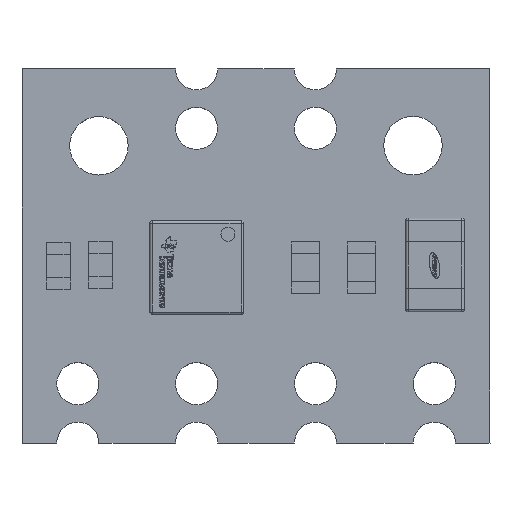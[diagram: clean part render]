
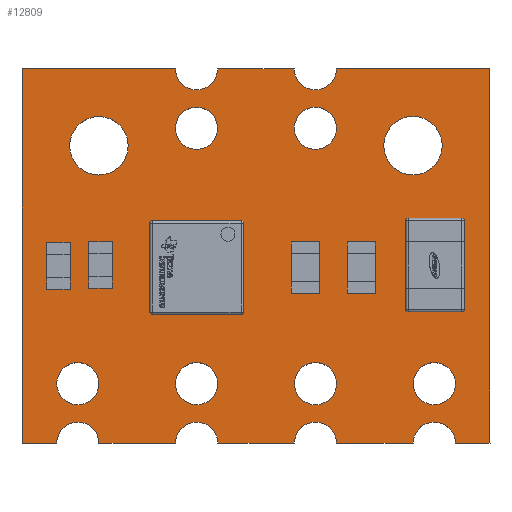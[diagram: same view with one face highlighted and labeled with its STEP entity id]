
A CAD part, top view. The second image highlights one B-rep face of the part: STEP entity #12809.
In plain terms, the highlighted planar face has unit normal (0, 0, 1).
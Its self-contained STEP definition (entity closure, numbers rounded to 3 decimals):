
#924=FACE_BOUND('',#1856,.T.);
#925=FACE_BOUND('',#1857,.T.);
#926=FACE_BOUND('',#1858,.T.);
#927=FACE_BOUND('',#1859,.T.);
#928=FACE_BOUND('',#1860,.T.);
#929=FACE_BOUND('',#1861,.T.);
#930=FACE_BOUND('',#1862,.T.);
#931=FACE_BOUND('',#1863,.T.);
#947=CIRCLE('',#13681,0.45);
#949=CIRCLE('',#13685,0.45);
#951=CIRCLE('',#13689,0.45);
#953=CIRCLE('',#13693,0.45);
#955=CIRCLE('',#13699,0.45);
#957=CIRCLE('',#13703,0.45);
#959=CIRCLE('',#13708,0.45);
#961=CIRCLE('',#13711,0.45);
#963=CIRCLE('',#13714,0.45);
#965=CIRCLE('',#13717,0.45);
#967=CIRCLE('',#13720,0.625);
#969=CIRCLE('',#13723,0.45);
#971=CIRCLE('',#13726,0.45);
#973=CIRCLE('',#13729,0.625);
#1125=FACE_OUTER_BOUND('',#1855,.T.);
#1855=EDGE_LOOP('',(#8628,#8629,#8630,#8631,#8632,#8633,#8634,#8635,#8636,
#8637,#8638,#8639,#8640,#8641,#8642,#8643));
#1856=EDGE_LOOP('',(#8644));
#1857=EDGE_LOOP('',(#8645));
#1858=EDGE_LOOP('',(#8646));
#1859=EDGE_LOOP('',(#8647));
#1860=EDGE_LOOP('',(#8648));
#1861=EDGE_LOOP('',(#8649));
#1862=EDGE_LOOP('',(#8650));
#1863=EDGE_LOOP('',(#8651));
#2576=LINE('',#17106,#3949);
#2581=LINE('',#17120,#3954);
#2585=LINE('',#17132,#3958);
#2589=LINE('',#17144,#3962);
#2593=LINE('',#17156,#3966);
#2596=LINE('',#17162,#3969);
#2599=LINE('',#17168,#3972);
#2603=LINE('',#17180,#3976);
#2607=LINE('',#17192,#3980);
#2609=LINE('',#17195,#3982);
#3949=VECTOR('',#14368,1.);
#3954=VECTOR('',#14381,1.);
#3958=VECTOR('',#14393,1.);
#3962=VECTOR('',#14405,1.);
#3966=VECTOR('',#14417,1.);
#3969=VECTOR('',#14422,1.);
#3972=VECTOR('',#14427,1.);
#3976=VECTOR('',#14439,1.);
#3980=VECTOR('',#14451,1.);
#3982=VECTOR('',#14455,1.);
#5322=VERTEX_POINT('',#17103);
#5323=VERTEX_POINT('',#17105);
#5325=VERTEX_POINT('',#17111);
#5328=VERTEX_POINT('',#17118);
#5330=VERTEX_POINT('',#17124);
#5332=VERTEX_POINT('',#17130);
#5334=VERTEX_POINT('',#17136);
#5336=VERTEX_POINT('',#17142);
#5338=VERTEX_POINT('',#17148);
#5340=VERTEX_POINT('',#17154);
#5342=VERTEX_POINT('',#17160);
#5344=VERTEX_POINT('',#17166);
#5345=VERTEX_POINT('',#17171);
#5348=VERTEX_POINT('',#17178);
#5349=VERTEX_POINT('',#17183);
#5352=VERTEX_POINT('',#17190);
#5353=VERTEX_POINT('',#17198);
#5355=VERTEX_POINT('',#17204);
#5357=VERTEX_POINT('',#17210);
#5359=VERTEX_POINT('',#17216);
#5361=VERTEX_POINT('',#17222);
#5363=VERTEX_POINT('',#17228);
#5365=VERTEX_POINT('',#17234);
#5367=VERTEX_POINT('',#17240);
#6592=EDGE_CURVE('',#5322,#5323,#2576,.T.);
#6595=EDGE_CURVE('',#5325,#5322,#947,.T.);
#6599=EDGE_CURVE('',#5328,#5325,#2581,.T.);
#6602=EDGE_CURVE('',#5330,#5328,#949,.T.);
#6605=EDGE_CURVE('',#5332,#5330,#2585,.T.);
#6608=EDGE_CURVE('',#5334,#5332,#951,.T.);
#6611=EDGE_CURVE('',#5336,#5334,#2589,.T.);
#6614=EDGE_CURVE('',#5338,#5336,#953,.T.);
#6617=EDGE_CURVE('',#5340,#5338,#2593,.T.);
#6620=EDGE_CURVE('',#5342,#5340,#2596,.T.);
#6623=EDGE_CURVE('',#5344,#5342,#2599,.T.);
#6625=EDGE_CURVE('',#5345,#5344,#955,.T.);
#6629=EDGE_CURVE('',#5348,#5345,#2603,.T.);
#6631=EDGE_CURVE('',#5349,#5348,#957,.T.);
#6635=EDGE_CURVE('',#5352,#5349,#2607,.T.);
#6637=EDGE_CURVE('',#5323,#5352,#2609,.T.);
#6639=EDGE_CURVE('',#5353,#5353,#959,.T.);
#6642=EDGE_CURVE('',#5355,#5355,#961,.T.);
#6645=EDGE_CURVE('',#5357,#5357,#963,.T.);
#6648=EDGE_CURVE('',#5359,#5359,#965,.T.);
#6651=EDGE_CURVE('',#5361,#5361,#967,.T.);
#6654=EDGE_CURVE('',#5363,#5363,#969,.T.);
#6657=EDGE_CURVE('',#5365,#5365,#971,.T.);
#6660=EDGE_CURVE('',#5367,#5367,#973,.T.);
#8628=ORIENTED_EDGE('',*,*,#6592,.F.);
#8629=ORIENTED_EDGE('',*,*,#6595,.F.);
#8630=ORIENTED_EDGE('',*,*,#6599,.F.);
#8631=ORIENTED_EDGE('',*,*,#6602,.F.);
#8632=ORIENTED_EDGE('',*,*,#6605,.F.);
#8633=ORIENTED_EDGE('',*,*,#6608,.F.);
#8634=ORIENTED_EDGE('',*,*,#6611,.F.);
#8635=ORIENTED_EDGE('',*,*,#6614,.F.);
#8636=ORIENTED_EDGE('',*,*,#6617,.F.);
#8637=ORIENTED_EDGE('',*,*,#6620,.F.);
#8638=ORIENTED_EDGE('',*,*,#6623,.F.);
#8639=ORIENTED_EDGE('',*,*,#6625,.F.);
#8640=ORIENTED_EDGE('',*,*,#6629,.F.);
#8641=ORIENTED_EDGE('',*,*,#6631,.F.);
#8642=ORIENTED_EDGE('',*,*,#6635,.F.);
#8643=ORIENTED_EDGE('',*,*,#6637,.F.);
#8644=ORIENTED_EDGE('',*,*,#6639,.F.);
#8645=ORIENTED_EDGE('',*,*,#6642,.F.);
#8646=ORIENTED_EDGE('',*,*,#6645,.F.);
#8647=ORIENTED_EDGE('',*,*,#6648,.F.);
#8648=ORIENTED_EDGE('',*,*,#6651,.F.);
#8649=ORIENTED_EDGE('',*,*,#6654,.F.);
#8650=ORIENTED_EDGE('',*,*,#6657,.F.);
#8651=ORIENTED_EDGE('',*,*,#6660,.F.);
#12353=PLANE('',#13732);
#12809=ADVANCED_FACE('',(#1125,#924,#925,#926,#927,#928,#929,#930,#931),
#12353,.F.);
#13681=AXIS2_PLACEMENT_3D('',#17112,#14373,#14374);
#13685=AXIS2_PLACEMENT_3D('',#17126,#14386,#14387);
#13689=AXIS2_PLACEMENT_3D('',#17138,#14398,#14399);
#13693=AXIS2_PLACEMENT_3D('',#17150,#14410,#14411);
#13699=AXIS2_PLACEMENT_3D('',#17172,#14431,#14432);
#13703=AXIS2_PLACEMENT_3D('',#17184,#14443,#14444);
#13708=AXIS2_PLACEMENT_3D('',#17199,#14459,#14460);
#13711=AXIS2_PLACEMENT_3D('',#17205,#14466,#14467);
#13714=AXIS2_PLACEMENT_3D('',#17211,#14473,#14474);
#13717=AXIS2_PLACEMENT_3D('',#17217,#14480,#14481);
#13720=AXIS2_PLACEMENT_3D('',#17223,#14487,#14488);
#13723=AXIS2_PLACEMENT_3D('',#17229,#14494,#14495);
#13726=AXIS2_PLACEMENT_3D('',#17235,#14501,#14502);
#13729=AXIS2_PLACEMENT_3D('',#17241,#14508,#14509);
#13732=AXIS2_PLACEMENT_3D('',#17246,#14515,#14516);
#14368=DIRECTION('',(-1.,0.,0.));
#14373=DIRECTION('center_axis',(0.,0.,1.));
#14374=DIRECTION('ref_axis',(1.,0.,0.));
#14381=DIRECTION('',(-1.,0.,0.));
#14386=DIRECTION('center_axis',(0.,0.,1.));
#14387=DIRECTION('ref_axis',(1.,0.,0.));
#14393=DIRECTION('',(-1.,0.,0.));
#14398=DIRECTION('center_axis',(0.,0.,1.));
#14399=DIRECTION('ref_axis',(1.,0.,0.));
#14405=DIRECTION('',(-1.,0.,0.));
#14410=DIRECTION('center_axis',(0.,0.,1.));
#14411=DIRECTION('ref_axis',(1.,0.,0.));
#14417=DIRECTION('',(-1.,0.,0.));
#14422=DIRECTION('',(0.,-1.,0.));
#14427=DIRECTION('',(1.,0.,0.));
#14431=DIRECTION('center_axis',(0.,0.,1.));
#14432=DIRECTION('ref_axis',(1.,0.,0.));
#14439=DIRECTION('',(1.,0.,0.));
#14443=DIRECTION('center_axis',(0.,0.,1.));
#14444=DIRECTION('ref_axis',(1.,0.,0.));
#14451=DIRECTION('',(1.,0.,0.));
#14455=DIRECTION('',(0.,1.,0.));
#14459=DIRECTION('center_axis',(0.,0.,1.));
#14460=DIRECTION('ref_axis',(1.,0.,0.));
#14466=DIRECTION('center_axis',(0.,0.,1.));
#14467=DIRECTION('ref_axis',(1.,0.,0.));
#14473=DIRECTION('center_axis',(0.,0.,1.));
#14474=DIRECTION('ref_axis',(1.,0.,0.));
#14480=DIRECTION('center_axis',(0.,0.,1.));
#14481=DIRECTION('ref_axis',(1.,0.,0.));
#14487=DIRECTION('center_axis',(0.,0.,1.));
#14488=DIRECTION('ref_axis',(1.,0.,0.));
#14494=DIRECTION('center_axis',(0.,0.,1.));
#14495=DIRECTION('ref_axis',(1.,0.,0.));
#14501=DIRECTION('center_axis',(0.,0.,1.));
#14502=DIRECTION('ref_axis',(1.,0.,0.));
#14508=DIRECTION('center_axis',(0.,0.,1.));
#14509=DIRECTION('ref_axis',(1.,0.,0.));
#14515=DIRECTION('center_axis',(0.,0.,-1.));
#14516=DIRECTION('ref_axis',(-1.,0.,0.));
#17103=CARTESIAN_POINT('',(124.431,97.281,0.807));
#17105=CARTESIAN_POINT('',(123.691,97.281,0.807));
#17106=CARTESIAN_POINT('',(133.691,97.284,0.807));
#17111=CARTESIAN_POINT('',(125.331,97.281,0.807));
#17112=CARTESIAN_POINT('Origin',(124.881,97.282,0.807));
#17118=CARTESIAN_POINT('',(126.971,97.282,0.807));
#17120=CARTESIAN_POINT('',(133.691,97.284,0.807));
#17124=CARTESIAN_POINT('',(127.871,97.282,0.807));
#17126=CARTESIAN_POINT('Origin',(127.421,97.282,0.807));
#17130=CARTESIAN_POINT('',(129.511,97.283,0.807));
#17132=CARTESIAN_POINT('',(133.691,97.284,0.807));
#17136=CARTESIAN_POINT('',(130.411,97.283,0.807));
#17138=CARTESIAN_POINT('Origin',(129.961,97.282,0.807));
#17142=CARTESIAN_POINT('',(132.051,97.284,0.807));
#17144=CARTESIAN_POINT('',(133.691,97.284,0.807));
#17148=CARTESIAN_POINT('',(132.951,97.284,0.807));
#17150=CARTESIAN_POINT('Origin',(132.501,97.282,0.807));
#17154=CARTESIAN_POINT('',(133.691,97.284,0.807));
#17156=CARTESIAN_POINT('',(133.691,97.284,0.807));
#17160=CARTESIAN_POINT('',(133.689,105.284,0.807));
#17162=CARTESIAN_POINT('',(133.689,105.284,0.807));
#17166=CARTESIAN_POINT('',(130.408,105.283,0.807));
#17168=CARTESIAN_POINT('',(123.688,105.281,0.807));
#17171=CARTESIAN_POINT('',(129.508,105.283,0.807));
#17172=CARTESIAN_POINT('Origin',(129.958,105.282,0.807));
#17178=CARTESIAN_POINT('',(127.868,105.282,0.807));
#17180=CARTESIAN_POINT('',(123.688,105.281,0.807));
#17183=CARTESIAN_POINT('',(126.968,105.282,0.807));
#17184=CARTESIAN_POINT('Origin',(127.418,105.282,0.807));
#17190=CARTESIAN_POINT('',(123.688,105.281,0.807));
#17192=CARTESIAN_POINT('',(123.688,105.281,0.807));
#17195=CARTESIAN_POINT('',(123.691,97.281,0.807));
#17198=CARTESIAN_POINT('',(132.051,98.552,0.807));
#17199=CARTESIAN_POINT('Origin',(132.501,98.552,0.807));
#17204=CARTESIAN_POINT('',(129.511,98.552,0.807));
#17205=CARTESIAN_POINT('Origin',(129.961,98.552,0.807));
#17210=CARTESIAN_POINT('',(126.971,98.552,0.807));
#17211=CARTESIAN_POINT('Origin',(127.421,98.552,0.807));
#17216=CARTESIAN_POINT('',(124.431,98.552,0.807));
#17217=CARTESIAN_POINT('Origin',(124.881,98.552,0.807));
#17222=CARTESIAN_POINT('',(131.42,103.64,0.807));
#17223=CARTESIAN_POINT('Origin',(132.045,103.64,0.807));
#17228=CARTESIAN_POINT('',(129.508,104.012,0.807));
#17229=CARTESIAN_POINT('Origin',(129.958,104.012,0.807));
#17234=CARTESIAN_POINT('',(126.968,104.012,0.807));
#17235=CARTESIAN_POINT('Origin',(127.418,104.012,0.807));
#17240=CARTESIAN_POINT('',(124.707,103.637,0.807));
#17241=CARTESIAN_POINT('Origin',(125.332,103.637,0.807));
#17246=CARTESIAN_POINT('Origin',(128.69,101.283,0.807));
